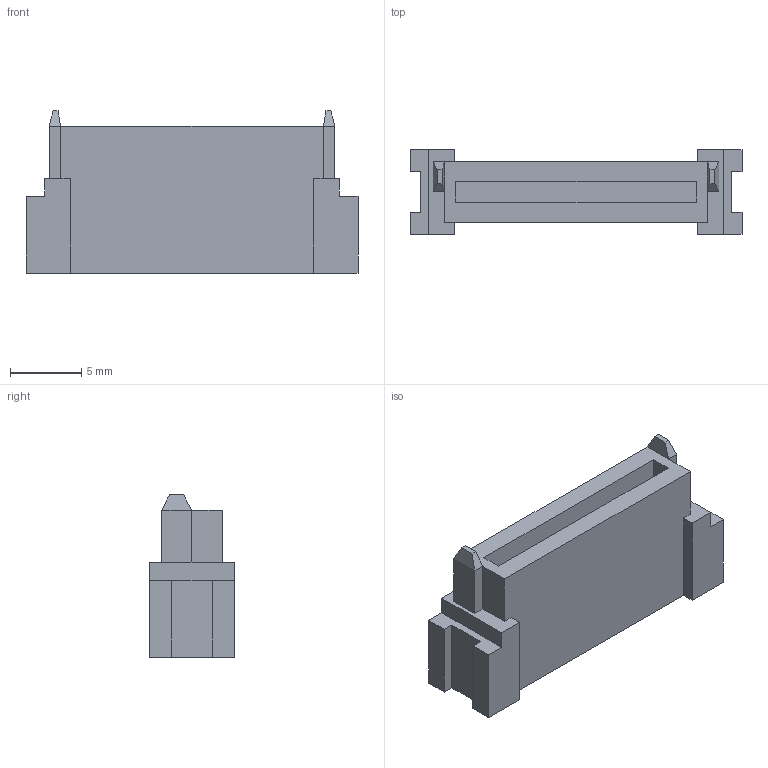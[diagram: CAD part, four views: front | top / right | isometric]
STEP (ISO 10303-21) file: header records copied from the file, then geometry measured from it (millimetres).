
FILE_DESCRIPTION(('FreeCAD Model'),'2;1');
FILE_NAME('Male.step', '2018-09-13T10:15:02',('kicad StepUp'),('ksu MCAD'), 'Open CASCADE STEP processor 7.3','FreeCAD','Unknown');
FILE_SCHEMA(('AUTOMOTIVE_DESIGN { 1 0 10303 214 1 1 1 1 }'));
Length unit declared in the file: millimetre
Products named in the file (1): Male
Bounding box: 23.3 x 5.95 x 11.4 mm (x, y, z)
Volume: 859.7 mm3; surface area: 1006.8 mm2
Topology: 1 solids, 1 shells, 49 faces, 128 edges, 82 vertices
Faces by surface type: plane 49
Entity records: 1817 total; most frequent: CARTESIAN_POINT 260, ORIENTED_EDGE 256, DIRECTION 228, EDGE_CURVE 128, LINE 128, VECTOR 128, VERTEX_POINT 82, AXIS2_PLACEMENT_3D 50
